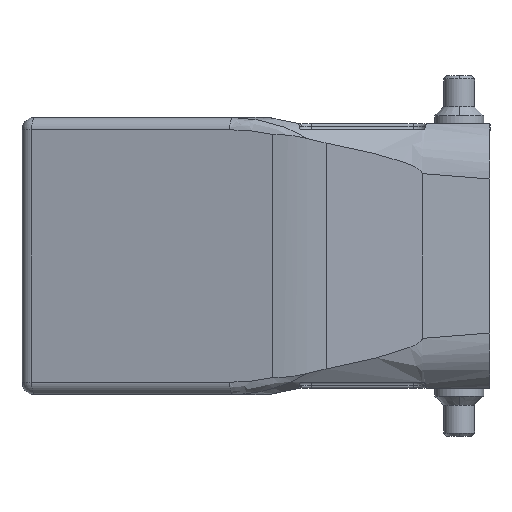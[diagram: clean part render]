
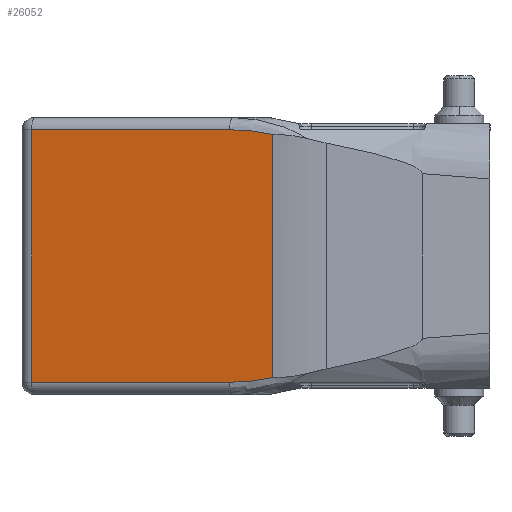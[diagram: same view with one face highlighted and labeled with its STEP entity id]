
A CAD part, left-side view. The second image highlights one B-rep face of the part: STEP entity #26052.
In plain terms, the highlighted planar face has unit normal (-0.977, 0.211, 0).
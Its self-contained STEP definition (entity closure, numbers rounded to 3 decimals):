
#32 = VECTOR ( 'NONE', #6965, 1000. ) ;
#851 = CARTESIAN_POINT ( 'NONE',  ( -58.306, -2.724, -22.5 ) ) ;
#1280 = CARTESIAN_POINT ( 'NONE',  ( -58.059, -1.579, -19.996 ) ) ;
#2408 = VERTEX_POINT ( 'NONE', #8670 ) ;
#2451 = EDGE_CURVE ( 'NONE', #28569, #25988, #18699, .T. ) ;
#2632 = CARTESIAN_POINT ( 'NONE',  ( -58.306, -2.724, 19.749 ) ) ;
#2985 = CARTESIAN_POINT ( 'NONE',  ( -58.059, -1.579, 19.996 ) ) ;
#3096 = DIRECTION ( 'NONE',  ( 0., 0., 1. ) ) ;
#3545 = DIRECTION ( 'NONE',  ( 0., 0., -1. ) ) ;
#4377 = CARTESIAN_POINT ( 'NONE',  ( -59.231, -7., 20.5 ) ) ;
#5400 = CARTESIAN_POINT ( 'NONE',  ( -58.306, -2.724, -19.749 ) ) ;
#5953 = EDGE_CURVE ( 'NONE', #18441, #2408, #15609, .T. ) ;
#6707 = B_SPLINE_CURVE_WITH_KNOTS ( 'NONE', 3,
 ( #22830, #2985, #27920, #12725, #17600, #10669 ),
 .UNSPECIFIED., .F., .F.,
 ( 4, 2, 4 ),
 ( 0.005, 0.008, 0.012 ),
 .UNSPECIFIED. ) ;
#6965 = DIRECTION ( 'NONE',  ( 0.211, 0.977, 0. ) ) ;
#7196 = CARTESIAN_POINT ( 'NONE',  ( -49.841, 36.423, -20.5 ) ) ;
#7774 = EDGE_CURVE ( 'NONE', #17097, #28569, #6707, .T. ) ;
#8009 = LINE ( 'NONE', #27692, #17725 ) ;
#8375 = PLANE ( 'NONE',  #25967 ) ;
#8670 = CARTESIAN_POINT ( 'NONE',  ( -56.798, 4.251, -20.5 ) ) ;
#9335 = FACE_OUTER_BOUND ( 'NONE', #23060, .T. ) ;
#9613 = ORIENTED_EDGE ( 'NONE', *, *, #24271, .T. ) ;
#10440 = CARTESIAN_POINT ( 'NONE',  ( -59.231, -7., -22.5 ) ) ;
#10503 = ORIENTED_EDGE ( 'NONE', *, *, #5953, .T. ) ;
#10669 = CARTESIAN_POINT ( 'NONE',  ( -56.798, 4.251, 20.5 ) ) ;
#10744 = EDGE_CURVE ( 'NONE', #21368, #17097, #17410, .T. ) ;
#12299 = CARTESIAN_POINT ( 'NONE',  ( -56.798, 4.251, -20.5 ) ) ;
#12725 = CARTESIAN_POINT ( 'NONE',  ( -57.304, 1.91, 20.432 ) ) ;
#14916 = DIRECTION ( 'NONE',  ( 0.977, -0.211, 0. ) ) ;
#15609 = LINE ( 'NONE', #27780, #25968 ) ;
#15730 = DIRECTION ( 'NONE',  ( -0.211, -0.977, 0. ) ) ;
#16490 = B_SPLINE_CURVE_WITH_KNOTS ( 'NONE', 3,
 ( #12299, #27667, #16780, #18690, #1280, #19283 ),
 .UNSPECIFIED., .F., .F.,
 ( 4, 2, 4 ),
 ( 0., 0.004, 0.007 ),
 .UNSPECIFIED. ) ;
#16780 = CARTESIAN_POINT ( 'NONE',  ( -57.304, 1.91, -20.432 ) ) ;
#17097 = VERTEX_POINT ( 'NONE', #2632 ) ;
#17410 = LINE ( 'NONE', #851, #27717 ) ;
#17600 = CARTESIAN_POINT ( 'NONE',  ( -57.052, 3.078, 20.5 ) ) ;
#17725 = VECTOR ( 'NONE', #3545, 1000. ) ;
#18441 = VERTEX_POINT ( 'NONE', #7196 ) ;
#18690 = CARTESIAN_POINT ( 'NONE',  ( -57.808, -0.417, -20.18 ) ) ;
#18699 = LINE ( 'NONE', #4377, #32 ) ;
#19283 = CARTESIAN_POINT ( 'NONE',  ( -58.306, -2.724, -19.749 ) ) ;
#19939 = ORIENTED_EDGE ( 'NONE', *, *, #10744, .T. ) ;
#21368 = VERTEX_POINT ( 'NONE', #5400 ) ;
#21710 = DIRECTION ( 'NONE',  ( 0., 0., -1. ) ) ;
#22208 = ORIENTED_EDGE ( 'NONE', *, *, #2451, .T. ) ;
#22356 = ORIENTED_EDGE ( 'NONE', *, *, #7774, .T. ) ;
#22830 = CARTESIAN_POINT ( 'NONE',  ( -58.306, -2.724, 19.749 ) ) ;
#23060 = EDGE_LOOP ( 'NONE', ( #28683, #19939, #22356, #22208, #9613, #10503 ) ) ;
#23184 = CARTESIAN_POINT ( 'NONE',  ( -49.841, 36.423, 20.5 ) ) ;
#24271 = EDGE_CURVE ( 'NONE', #25988, #18441, #8009, .T. ) ;
#25967 = AXIS2_PLACEMENT_3D ( 'NONE', #10440, #14916, #21710 ) ;
#25968 = VECTOR ( 'NONE', #15730, 1000. ) ;
#25988 = VERTEX_POINT ( 'NONE', #23184 ) ;
#26052 = ADVANCED_FACE ( 'NONE', ( #9335 ), #8375, .F. ) ;
#26852 = CARTESIAN_POINT ( 'NONE',  ( -56.798, 4.251, 20.5 ) ) ;
#27667 = CARTESIAN_POINT ( 'NONE',  ( -57.052, 3.078, -20.5 ) ) ;
#27692 = CARTESIAN_POINT ( 'NONE',  ( -49.841, 36.423, -22.5 ) ) ;
#27717 = VECTOR ( 'NONE', #3096, 1000. ) ;
#27780 = CARTESIAN_POINT ( 'NONE',  ( -55.508, 10.218, -20.5 ) ) ;
#27920 = CARTESIAN_POINT ( 'NONE',  ( -57.808, -0.417, 20.18 ) ) ;
#28569 = VERTEX_POINT ( 'NONE', #26852 ) ;
#28642 = EDGE_CURVE ( 'NONE', #2408, #21368, #16490, .T. ) ;
#28683 = ORIENTED_EDGE ( 'NONE', *, *, #28642, .T. ) ;
